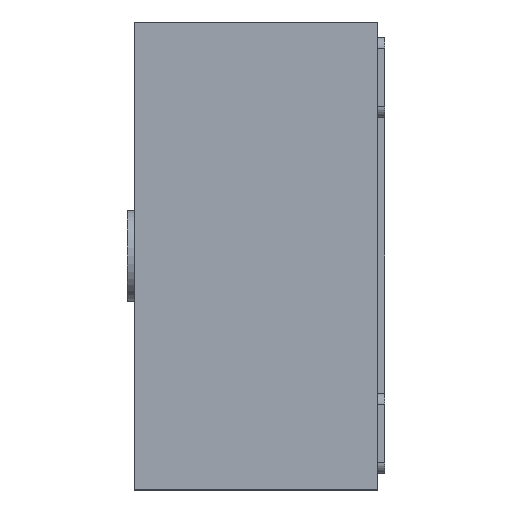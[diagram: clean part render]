
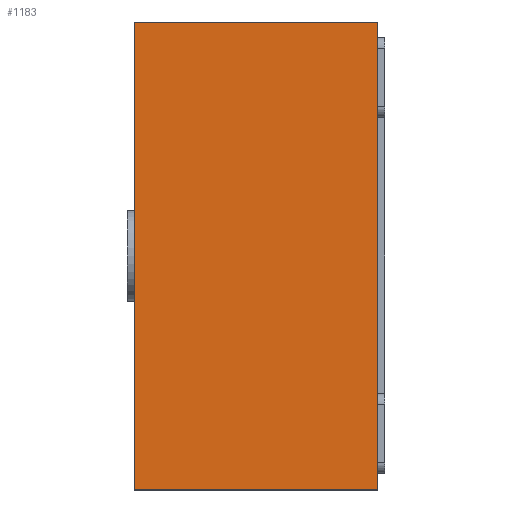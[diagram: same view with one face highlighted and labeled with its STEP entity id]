
A CAD part, left-side view. The second image highlights one B-rep face of the part: STEP entity #1183.
In plain terms, the highlighted planar face has unit normal (-1, 0, 0).
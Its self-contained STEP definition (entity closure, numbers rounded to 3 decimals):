
#10 = EDGE_CURVE ( 'NONE', #1159, #1435, #1615, .T. ) ;
#12 = CARTESIAN_POINT ( 'NONE',  ( -1.019, 0.335, 0.644 ) ) ;
#136 = DIRECTION ( 'NONE',  ( 0., 0., -1. ) ) ;
#153 = ORIENTED_EDGE ( 'NONE', *, *, #1127, .F. ) ;
#194 = CARTESIAN_POINT ( 'NONE',  ( -1.019, 0.335, 0.644 ) ) ;
#241 = ORIENTED_EDGE ( 'NONE', *, *, #645, .T. ) ;
#396 = LINE ( 'NONE', #194, #718 ) ;
#480 = PLANE ( 'NONE',  #1899 ) ;
#592 = VECTOR ( 'NONE', #762, 1000. ) ;
#645 = EDGE_CURVE ( 'NONE', #751, #1159, #949, .T. ) ;
#718 = VECTOR ( 'NONE', #1719, 1000. ) ;
#748 = CARTESIAN_POINT ( 'NONE',  ( -1.019, 0.335, -0.644 ) ) ;
#751 = VERTEX_POINT ( 'NONE', #1595 ) ;
#754 = ORIENTED_EDGE ( 'NONE', *, *, #10, .T. ) ;
#762 = DIRECTION ( 'NONE',  ( 0., -1., 0. ) ) ;
#898 = FACE_OUTER_BOUND ( 'NONE', #2074, .T. ) ;
#949 = LINE ( 'NONE', #748, #592 ) ;
#1080 = CARTESIAN_POINT ( 'NONE',  ( -1.019, -0.335, -0.644 ) ) ;
#1127 = EDGE_CURVE ( 'NONE', #751, #2382, #396, .T. ) ;
#1159 = VERTEX_POINT ( 'NONE', #1080 ) ;
#1183 = ADVANCED_FACE ( 'NONE', ( #898 ), #480, .F. ) ;
#1435 = VERTEX_POINT ( 'NONE', #2174 ) ;
#1512 = ORIENTED_EDGE ( 'NONE', *, *, #1716, .F. ) ;
#1595 = CARTESIAN_POINT ( 'NONE',  ( -1.019, 0.335, -0.644 ) ) ;
#1615 = LINE ( 'NONE', #2391, #1935 ) ;
#1668 = DIRECTION ( 'NONE',  ( 1., 0., 0. ) ) ;
#1716 = EDGE_CURVE ( 'NONE', #2382, #1435, #2515, .T. ) ;
#1719 = DIRECTION ( 'NONE',  ( 0., 0., 1. ) ) ;
#1887 = CARTESIAN_POINT ( 'NONE',  ( -1.019, 0.335, 0.644 ) ) ;
#1888 = DIRECTION ( 'NONE',  ( 0., -1., 0. ) ) ;
#1899 = AXIS2_PLACEMENT_3D ( 'NONE', #1887, #1668, #136 ) ;
#1935 = VECTOR ( 'NONE', #2346, 1000. ) ;
#2074 = EDGE_LOOP ( 'NONE', ( #754, #1512, #153, #241 ) ) ;
#2103 = VECTOR ( 'NONE', #1888, 1000. ) ;
#2122 = CARTESIAN_POINT ( 'NONE',  ( -1.019, 0.335, 0.644 ) ) ;
#2174 = CARTESIAN_POINT ( 'NONE',  ( -1.019, -0.335, 0.644 ) ) ;
#2346 = DIRECTION ( 'NONE',  ( 0., 0., 1. ) ) ;
#2382 = VERTEX_POINT ( 'NONE', #12 ) ;
#2391 = CARTESIAN_POINT ( 'NONE',  ( -1.019, -0.335, 0.644 ) ) ;
#2515 = LINE ( 'NONE', #2122, #2103 ) ;
